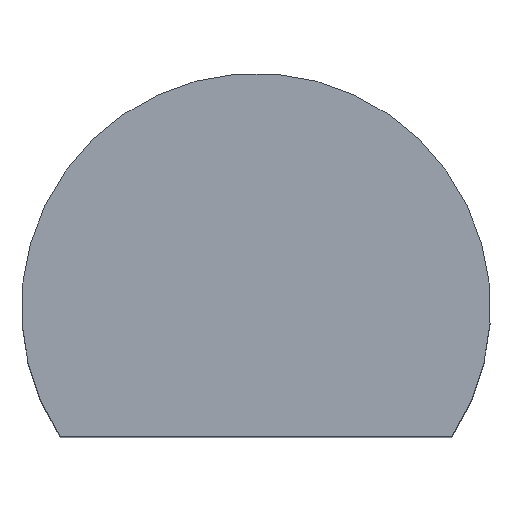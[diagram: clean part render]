
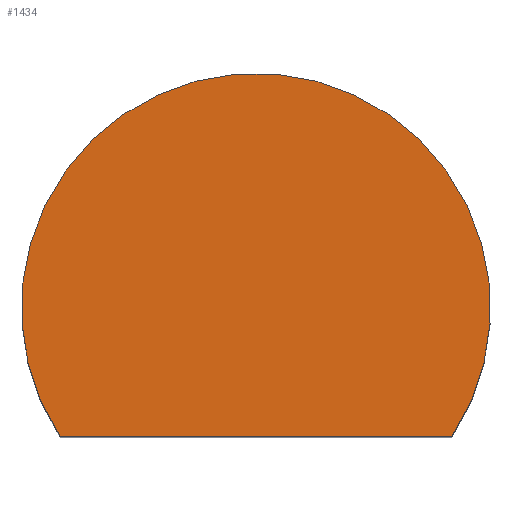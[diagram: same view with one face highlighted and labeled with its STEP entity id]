
A CAD part, top view. The second image highlights one B-rep face of the part: STEP entity #1434.
In plain terms, the highlighted planar face has unit normal (0, 0, 1).
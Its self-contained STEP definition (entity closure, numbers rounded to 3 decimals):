
#558 = PLANE('',#559);
#559 = AXIS2_PLACEMENT_3D('',#560,#561,#562);
#560 = CARTESIAN_POINT('',(-0.746,-1.33,2.5));
#561 = DIRECTION('',(0.,1.,0.));
#562 = DIRECTION('',(1.,0.,0.));
#589 = CYLINDRICAL_SURFACE('',#590,2.415);
#590 = AXIS2_PLACEMENT_3D('',#591,#592,#593);
#591 = CARTESIAN_POINT('',(1.27,0.,2.5));
#592 = DIRECTION('',(-0.,-0.,-1.));
#593 = DIRECTION('',(1.,0.,0.));
#945 = VERTEX_POINT('',#946);
#946 = CARTESIAN_POINT('',(-0.746,-1.33,7.3));
#967 = EDGE_CURVE('',#945,#968,#970,.T.);
#968 = VERTEX_POINT('',#969);
#969 = CARTESIAN_POINT('',(3.286,-1.33,7.3));
#970 = SURFACE_CURVE('',#971,(#975,#982),.PCURVE_S1.);
#971 = LINE('',#972,#973);
#972 = CARTESIAN_POINT('',(-0.746,-1.33,7.3));
#973 = VECTOR('',#974,1.);
#974 = DIRECTION('',(1.,0.,0.));
#975 = PCURVE('',#558,#976);
#976 = DEFINITIONAL_REPRESENTATION('',(#977),#981);
#977 = LINE('',#978,#979);
#978 = CARTESIAN_POINT('',(0.,-4.8));
#979 = VECTOR('',#980,1.);
#980 = DIRECTION('',(1.,0.));
#981 = ( GEOMETRIC_REPRESENTATION_CONTEXT(2) 
PARAMETRIC_REPRESENTATION_CONTEXT() REPRESENTATION_CONTEXT('2D SPACE',''
  ) );
#982 = PCURVE('',#983,#988);
#983 = PLANE('',#984);
#984 = AXIS2_PLACEMENT_3D('',#985,#986,#987);
#985 = CARTESIAN_POINT('',(-0.746,-1.33,7.3));
#986 = DIRECTION('',(0.,0.,-1.));
#987 = DIRECTION('',(-1.,0.,0.));
#988 = DEFINITIONAL_REPRESENTATION('',(#989),#993);
#989 = LINE('',#990,#991);
#990 = CARTESIAN_POINT('',(0.,0.));
#991 = VECTOR('',#992,1.);
#992 = DIRECTION('',(-1.,0.));
#993 = ( GEOMETRIC_REPRESENTATION_CONTEXT(2) 
PARAMETRIC_REPRESENTATION_CONTEXT() REPRESENTATION_CONTEXT('2D SPACE',''
  ) );
#1022 = EDGE_CURVE('',#968,#945,#1023,.T.);
#1023 = SURFACE_CURVE('',#1024,(#1029,#1036),.PCURVE_S1.);
#1024 = CIRCLE('',#1025,2.415);
#1025 = AXIS2_PLACEMENT_3D('',#1026,#1027,#1028);
#1026 = CARTESIAN_POINT('',(1.27,0.,7.3));
#1027 = DIRECTION('',(0.,0.,1.));
#1028 = DIRECTION('',(1.,0.,0.));
#1029 = PCURVE('',#589,#1030);
#1030 = DEFINITIONAL_REPRESENTATION('',(#1031),#1035);
#1031 = LINE('',#1032,#1033);
#1032 = CARTESIAN_POINT('',(12.566,-4.8));
#1033 = VECTOR('',#1034,1.);
#1034 = DIRECTION('',(-1.,0.));
#1035 = ( GEOMETRIC_REPRESENTATION_CONTEXT(2) 
PARAMETRIC_REPRESENTATION_CONTEXT() REPRESENTATION_CONTEXT('2D SPACE',''
  ) );
#1036 = PCURVE('',#983,#1037);
#1037 = DEFINITIONAL_REPRESENTATION('',(#1038),#1046);
#1038 = ( BOUNDED_CURVE() B_SPLINE_CURVE(2,(#1039,#1040,#1041,#1042,
#1043,#1044,#1045),.UNSPECIFIED.,.T.,.F.) B_SPLINE_CURVE_WITH_KNOTS((1,2
    ,2,2,2,1),(-2.094,0.,2.094,4.189,
6.283,8.378),.UNSPECIFIED.) CURVE() 
GEOMETRIC_REPRESENTATION_ITEM() RATIONAL_B_SPLINE_CURVE((1.,0.5,1.,0.5,
1.,0.5,1.)) REPRESENTATION_ITEM('') );
#1039 = CARTESIAN_POINT('',(-4.431,1.33));
#1040 = CARTESIAN_POINT('',(-4.431,5.513));
#1041 = CARTESIAN_POINT('',(-0.808,3.421));
#1042 = CARTESIAN_POINT('',(2.814,1.33));
#1043 = CARTESIAN_POINT('',(-0.808,-0.761));
#1044 = CARTESIAN_POINT('',(-4.431,-2.853));
#1045 = CARTESIAN_POINT('',(-4.431,1.33));
#1046 = ( GEOMETRIC_REPRESENTATION_CONTEXT(2) 
PARAMETRIC_REPRESENTATION_CONTEXT() REPRESENTATION_CONTEXT('2D SPACE',''
  ) );
#1434 = ADVANCED_FACE('',(#1435),#983,.F.);
#1435 = FACE_BOUND('',#1436,.T.);
#1436 = EDGE_LOOP('',(#1437,#1438));
#1437 = ORIENTED_EDGE('',*,*,#967,.T.);
#1438 = ORIENTED_EDGE('',*,*,#1022,.T.);
